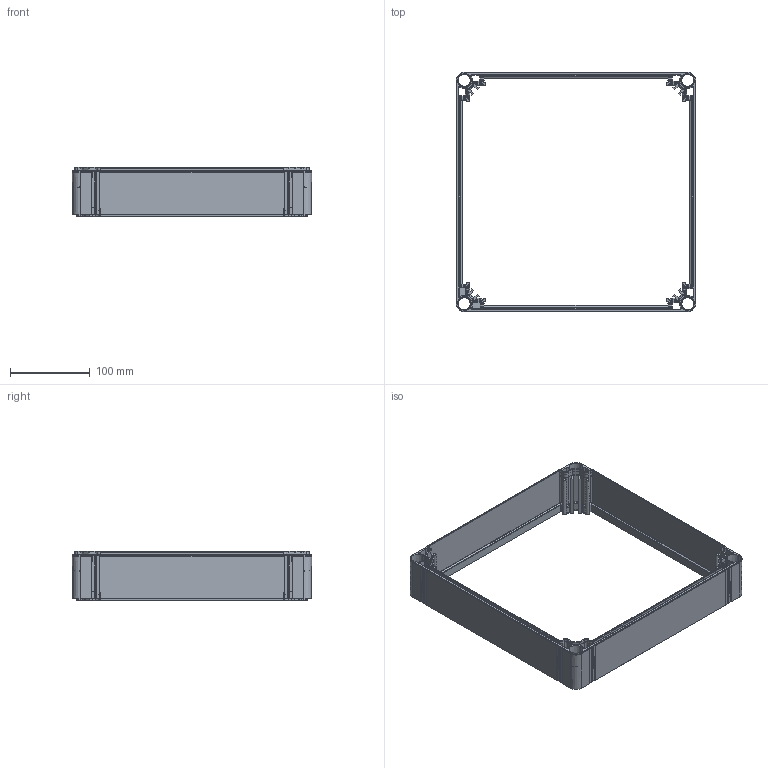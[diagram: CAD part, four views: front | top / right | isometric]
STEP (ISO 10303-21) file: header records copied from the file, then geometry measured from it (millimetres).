
FILE_DESCRIPTION((''),'2;1');
FILE_NAME('OPCP303006E','2017-05-24T',('kjell_andersson'),(''),'CREO PARAMETRIC BY PTC INC, 2015290','CREO PARAMETRIC BY PTC INC, 2015290','');
FILE_SCHEMA(('AUTOMOTIVE_DESIGN { 1 0 10303 214 1 1 1 1 }'));
Products named in the file (1): OPCP303006E
Bounding box: 299.97 x 299.97 x 61.5 mm (x, y, z)
Volume: 353171.4 mm3; surface area: 211973.5 mm2
Topology: 1 solids, 1 shells, 1437 faces, 3810 edges, 2384 vertices
Faces by surface type: plane 640, cone 268, cylinder 246, torus 180, bspline 87, sphere 16
Entity records: 60863 total; most frequent: CARTESIAN_POINT 13349, ORIENTED_EDGE 7620, DIRECTION 7170, PRESENTATION_STYLE_ASSIGNMENT 3811, STYLED_ITEM 3811, CURVE_STYLE 3810, EDGE_CURVE 3810, AXIS2_PLACEMENT_3D 2563
